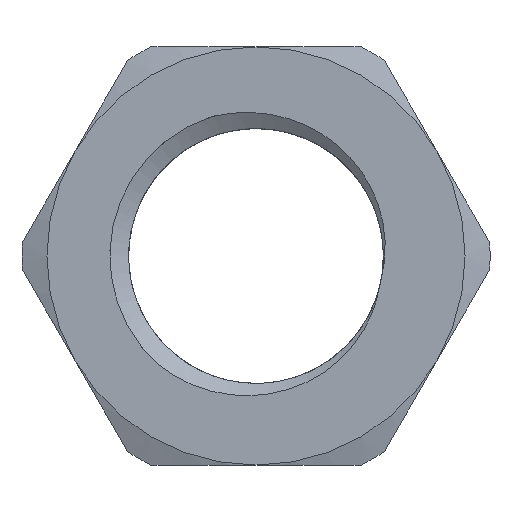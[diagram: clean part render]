
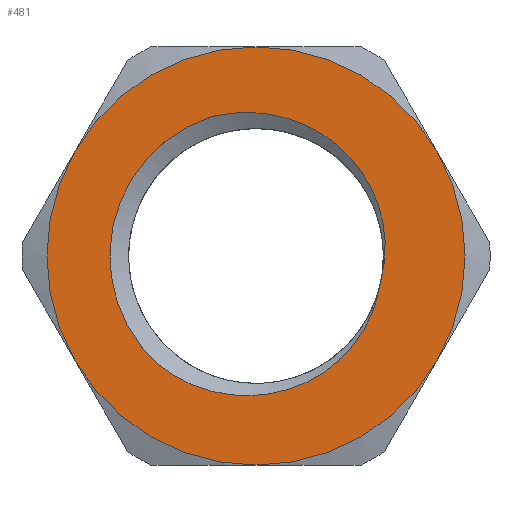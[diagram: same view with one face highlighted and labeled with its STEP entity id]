
A CAD part, left-side view. The second image highlights one B-rep face of the part: STEP entity #481.
In plain terms, the highlighted planar face has unit normal (-1, 0, 0).
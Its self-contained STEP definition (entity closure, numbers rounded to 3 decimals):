
#15=FACE_BOUND('',#180,.T.);
#83=PLANE('',#545);
#85=CIRCLE('',#492,5.18);
#88=CIRCLE('',#496,5.941);
#89=CIRCLE('',#504,8.5);
#92=CIRCLE('',#508,8.5);
#94=CIRCLE('',#511,8.5);
#96=CIRCLE('',#514,8.5);
#97=CIRCLE('',#516,8.5);
#112=CIRCLE('',#543,8.5);
#149=FACE_OUTER_BOUND('',#179,.T.);
#179=EDGE_LOOP('',(#431,#432,#433,#434,#435,#436));
#180=EDGE_LOOP('',(#437,#438,#439,#440));
#183=B_SPLINE_CURVE_WITH_KNOTS('',3,(#816,#817,#818,#819,#820,#821,#822,
#823,#824,#825,#826,#827,#828,#829,#830,#831),.UNSPECIFIED.,.F.,.F.,(4,
3,3,3,3,4),(-1.145,-1.074,-0.793,-0.52,
-0.256,0.),.UNSPECIFIED.);
#188=B_SPLINE_CURVE_WITH_KNOTS('',3,(#1143,#1144,#1145,#1146,#1147,#1148,
#1149,#1150,#1151,#1152,#1153,#1154,#1155,#1156,#1157,#1158),
 .UNSPECIFIED.,.F.,.F.,(4,3,3,3,3,4),(-1.149,-1.086,
-0.827,-0.56,-0.284,0.),
 .UNSPECIFIED.);
#191=VERTEX_POINT('',#814);
#192=VERTEX_POINT('',#815);
#195=VERTEX_POINT('',#967);
#197=VERTEX_POINT('',#1142);
#202=VERTEX_POINT('',#1218);
#205=VERTEX_POINT('',#1232);
#214=VERTEX_POINT('',#1260);
#220=VERTEX_POINT('',#1281);
#226=VERTEX_POINT('',#1302);
#229=VERTEX_POINT('',#1316);
#235=EDGE_CURVE('',#191,#192,#183,.T.);
#239=EDGE_CURVE('',#192,#195,#85,.T.);
#242=EDGE_CURVE('',#195,#197,#188,.T.);
#246=EDGE_CURVE('',#191,#197,#88,.T.);
#283=EDGE_CURVE('',#202,#226,#89,.T.);
#286=EDGE_CURVE('',#229,#220,#92,.T.);
#288=EDGE_CURVE('',#220,#214,#94,.T.);
#290=EDGE_CURVE('',#226,#205,#96,.T.);
#291=EDGE_CURVE('',#205,#229,#97,.T.);
#306=EDGE_CURVE('',#214,#202,#112,.T.);
#431=ORIENTED_EDGE('',*,*,#288,.F.);
#432=ORIENTED_EDGE('',*,*,#286,.F.);
#433=ORIENTED_EDGE('',*,*,#291,.F.);
#434=ORIENTED_EDGE('',*,*,#290,.F.);
#435=ORIENTED_EDGE('',*,*,#283,.F.);
#436=ORIENTED_EDGE('',*,*,#306,.F.);
#437=ORIENTED_EDGE('',*,*,#246,.T.);
#438=ORIENTED_EDGE('',*,*,#242,.F.);
#439=ORIENTED_EDGE('',*,*,#239,.F.);
#440=ORIENTED_EDGE('',*,*,#235,.F.);
#481=ADVANCED_FACE('',(#149,#15),#83,.T.);
#492=AXIS2_PLACEMENT_3D('',#968,#551,#552);
#496=AXIS2_PLACEMENT_3D('',#1209,#559,#560);
#504=AXIS2_PLACEMENT_3D('',#1337,#587,#588);
#508=AXIS2_PLACEMENT_3D('',#1341,#595,#596);
#511=AXIS2_PLACEMENT_3D('',#1344,#601,#602);
#514=AXIS2_PLACEMENT_3D('',#1347,#607,#608);
#516=AXIS2_PLACEMENT_3D('',#1349,#611,#612);
#543=AXIS2_PLACEMENT_3D('',#1376,#665,#666);
#545=AXIS2_PLACEMENT_3D('',#1378,#669,#670);
#551=DIRECTION('center_axis',(-1.,0.,0.));
#552=DIRECTION('ref_axis',(0.,1.,0.));
#559=DIRECTION('center_axis',(1.,0.,0.));
#560=DIRECTION('ref_axis',(0.,0.,-1.));
#587=DIRECTION('center_axis',(1.,0.,0.));
#588=DIRECTION('ref_axis',(0.,-1.,0.));
#595=DIRECTION('center_axis',(1.,0.,0.));
#596=DIRECTION('ref_axis',(0.,-1.,0.));
#601=DIRECTION('center_axis',(1.,0.,0.));
#602=DIRECTION('ref_axis',(0.,-1.,0.));
#607=DIRECTION('center_axis',(1.,0.,0.));
#608=DIRECTION('ref_axis',(0.,-1.,0.));
#611=DIRECTION('center_axis',(1.,0.,0.));
#612=DIRECTION('ref_axis',(0.,-1.,0.));
#665=DIRECTION('center_axis',(1.,0.,0.));
#666=DIRECTION('ref_axis',(0.,-1.,0.));
#669=DIRECTION('center_axis',(-1.,0.,0.));
#670=DIRECTION('ref_axis',(0.,0.,1.));
#814=CARTESIAN_POINT('',(-3.2,3.975,-4.415));
#815=CARTESIAN_POINT('',(-3.2,-5.017,-1.288));
#816=CARTESIAN_POINT('Ctrl Pts',(-3.2,3.975,-4.415));
#817=CARTESIAN_POINT('Ctrl Pts',(-3.2,3.789,-4.563));
#818=CARTESIAN_POINT('Ctrl Pts',(-3.2,3.593,-4.7));
#819=CARTESIAN_POINT('Ctrl Pts',(-3.2,3.391,-4.824));
#820=CARTESIAN_POINT('Ctrl Pts',(-3.2,2.592,-5.314));
#821=CARTESIAN_POINT('Ctrl Pts',(-3.2,1.671,-5.609));
#822=CARTESIAN_POINT('Ctrl Pts',(-3.2,0.739,-5.67));
#823=CARTESIAN_POINT('Ctrl Pts',(-3.2,-0.167,-5.729));
#824=CARTESIAN_POINT('Ctrl Pts',(-3.2,-1.09,-5.566));
#825=CARTESIAN_POINT('Ctrl Pts',(-3.2,-1.917,-5.196));
#826=CARTESIAN_POINT('Ctrl Pts',(-3.2,-2.719,-4.838));
#827=CARTESIAN_POINT('Ctrl Pts',(-3.2,-3.436,-4.283));
#828=CARTESIAN_POINT('Ctrl Pts',(-3.2,-3.978,-3.591));
#829=CARTESIAN_POINT('Ctrl Pts',(-3.2,-4.503,-2.923));
#830=CARTESIAN_POINT('Ctrl Pts',(-3.2,-4.865,-2.127));
#831=CARTESIAN_POINT('Ctrl Pts',(-3.2,-5.017,-1.288));
#967=CARTESIAN_POINT('',(-3.2,-5.107,-0.864));
#968=CARTESIAN_POINT('Origin',(-3.2,0.,0.));
#1142=CARTESIAN_POINT('',(-3.2,1.836,5.65));
#1143=CARTESIAN_POINT('Ctrl Pts',(-3.2,-5.107,-0.864));
#1144=CARTESIAN_POINT('Ctrl Pts',(-3.2,-5.157,-0.66));
#1145=CARTESIAN_POINT('Ctrl Pts',(-3.2,-5.195,-0.454));
#1146=CARTESIAN_POINT('Ctrl Pts',(-3.2,-5.219,-0.246));
#1147=CARTESIAN_POINT('Ctrl Pts',(-3.2,-5.32,0.605));
#1148=CARTESIAN_POINT('Ctrl Pts',(-3.2,-5.206,1.483));
#1149=CARTESIAN_POINT('Ctrl Pts',(-3.2,-4.899,2.282));
#1150=CARTESIAN_POINT('Ctrl Pts',(-3.2,-4.581,3.108));
#1151=CARTESIAN_POINT('Ctrl Pts',(-3.2,-4.054,3.856));
#1152=CARTESIAN_POINT('Ctrl Pts',(-3.2,-3.387,4.438));
#1153=CARTESIAN_POINT('Ctrl Pts',(-3.2,-2.699,5.039));
#1154=CARTESIAN_POINT('Ctrl Pts',(-3.2,-1.859,5.469));
#1155=CARTESIAN_POINT('Ctrl Pts',(-3.2,-0.968,5.68));
#1156=CARTESIAN_POINT('Ctrl Pts',(-3.2,-0.051,5.898));
#1157=CARTESIAN_POINT('Ctrl Pts',(-3.2,0.919,5.886));
#1158=CARTESIAN_POINT('Ctrl Pts',(-3.2,1.836,5.65));
#1209=CARTESIAN_POINT('Origin',(-3.2,0.,0.));
#1218=CARTESIAN_POINT('',(-3.2,0.,8.5));
#1232=CARTESIAN_POINT('',(-3.2,-7.361,-4.25));
#1260=CARTESIAN_POINT('',(-3.2,7.361,4.25));
#1281=CARTESIAN_POINT('',(-3.2,7.361,-4.25));
#1302=CARTESIAN_POINT('',(-3.2,-7.361,4.25));
#1316=CARTESIAN_POINT('',(-3.2,0.,-8.5));
#1337=CARTESIAN_POINT('Origin',(-3.2,0.,0.));
#1341=CARTESIAN_POINT('Origin',(-3.2,0.,0.));
#1344=CARTESIAN_POINT('Origin',(-3.2,0.,0.));
#1347=CARTESIAN_POINT('Origin',(-3.2,0.,0.));
#1349=CARTESIAN_POINT('Origin',(-3.2,0.,0.));
#1376=CARTESIAN_POINT('Origin',(-3.2,0.,0.));
#1378=CARTESIAN_POINT('Origin',(-3.2,9.515,0.));
